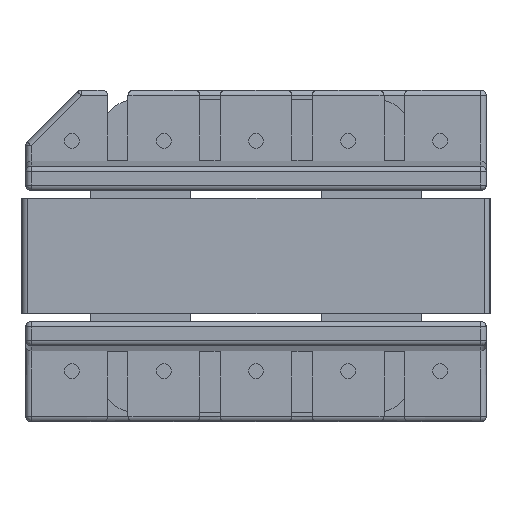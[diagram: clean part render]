
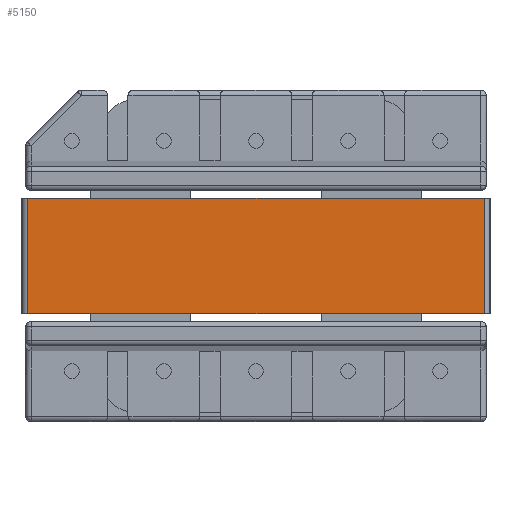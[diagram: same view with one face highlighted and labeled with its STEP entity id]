
A CAD part, front view. The second image highlights one B-rep face of the part: STEP entity #5150.
In plain terms, the highlighted planar face has unit normal (0, -1, 0).
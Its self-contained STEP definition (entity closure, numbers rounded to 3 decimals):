
#195 = CARTESIAN_POINT ( 'NONE',  ( -12.4, 1.85, 3.125 ) ) ;
#570 = DIRECTION ( 'NONE',  ( 1., 0., 0. ) ) ;
#641 = CARTESIAN_POINT ( 'NONE',  ( -12.4, 1.85, -3.125 ) ) ;
#689 = CARTESIAN_POINT ( 'NONE',  ( -12.7, 1.85, -3.125 ) ) ;
#1251 = AXIS2_PLACEMENT_3D ( 'NONE', #14356, #14444, #570 ) ;
#1893 = VERTEX_POINT ( 'NONE', #6231 ) ;
#2091 = EDGE_LOOP ( 'NONE', ( #2602, #2811, #12826, #6747 ) ) ;
#2149 = VECTOR ( 'NONE', #8762, 1000. ) ;
#2518 = VECTOR ( 'NONE', #14454, 1000. ) ;
#2602 = ORIENTED_EDGE ( 'NONE', *, *, #11142, .F. ) ;
#2811 = ORIENTED_EDGE ( 'NONE', *, *, #8064, .T. ) ;
#2944 = LINE ( 'NONE', #3845, #2149 ) ;
#3845 = CARTESIAN_POINT ( 'NONE',  ( -12.4, 1.85, -3.125 ) ) ;
#3860 = CARTESIAN_POINT ( 'NONE',  ( 12.4, 1.85, 3.125 ) ) ;
#4058 = EDGE_CURVE ( 'NONE', #4608, #1893, #5818, .T. ) ;
#4279 = DIRECTION ( 'NONE',  ( 1., 0., 0. ) ) ;
#4373 = DIRECTION ( 'NONE',  ( 1., 0., 0. ) ) ;
#4608 = VERTEX_POINT ( 'NONE', #641 ) ;
#5036 = VECTOR ( 'NONE', #4279, 1000. ) ;
#5150 = ADVANCED_FACE ( 'NONE', ( #9337 ), #11880, .T. ) ;
#5484 = CARTESIAN_POINT ( 'NONE',  ( -12.7, 1.85, 3.125 ) ) ;
#5818 = LINE ( 'NONE', #689, #12559 ) ;
#6231 = CARTESIAN_POINT ( 'NONE',  ( 12.4, 1.85, -3.125 ) ) ;
#6747 = ORIENTED_EDGE ( 'NONE', *, *, #12795, .T. ) ;
#8064 = EDGE_CURVE ( 'NONE', #14593, #4608, #2944, .T. ) ;
#8762 = DIRECTION ( 'NONE',  ( 0., 0., -1. ) ) ;
#9337 = FACE_OUTER_BOUND ( 'NONE', #2091, .T. ) ;
#10649 = LINE ( 'NONE', #15665, #2518 ) ;
#11142 = EDGE_CURVE ( 'NONE', #14593, #12543, #12920, .T. ) ;
#11880 = PLANE ( 'NONE',  #1251 ) ;
#12543 = VERTEX_POINT ( 'NONE', #3860 ) ;
#12559 = VECTOR ( 'NONE', #4373, 1000. ) ;
#12795 = EDGE_CURVE ( 'NONE', #1893, #12543, #10649, .T. ) ;
#12826 = ORIENTED_EDGE ( 'NONE', *, *, #4058, .T. ) ;
#12920 = LINE ( 'NONE', #5484, #5036 ) ;
#14356 = CARTESIAN_POINT ( 'NONE',  ( -12.7, 1.85, -3.125 ) ) ;
#14444 = DIRECTION ( 'NONE',  ( 0., -1., 0. ) ) ;
#14454 = DIRECTION ( 'NONE',  ( 0., 0., 1. ) ) ;
#14593 = VERTEX_POINT ( 'NONE', #195 ) ;
#15665 = CARTESIAN_POINT ( 'NONE',  ( 12.4, 1.85, -3.125 ) ) ;
